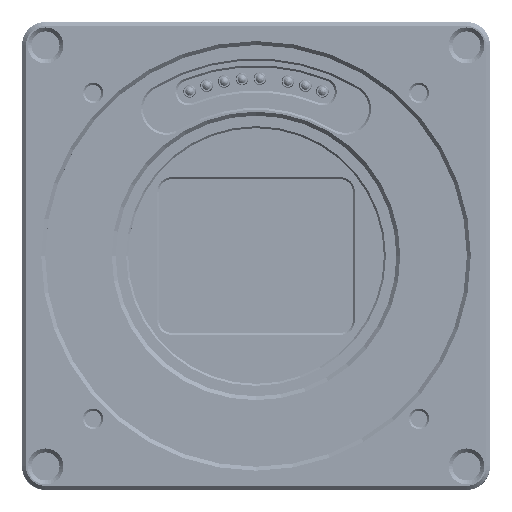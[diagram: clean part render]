
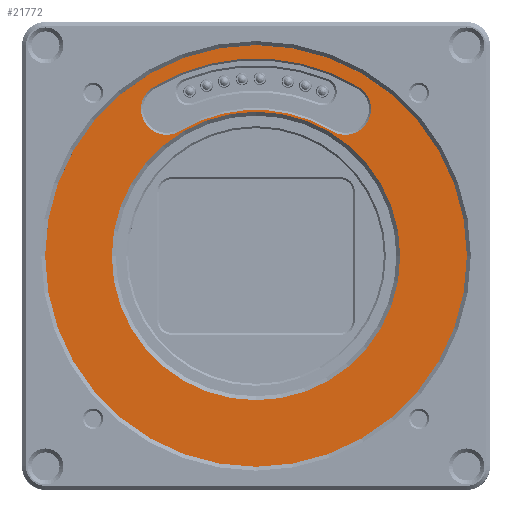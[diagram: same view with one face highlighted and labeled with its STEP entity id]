
A CAD part, top view. The second image highlights one B-rep face of the part: STEP entity #21772.
In plain terms, the highlighted planar face has unit normal (0, 0, 1).
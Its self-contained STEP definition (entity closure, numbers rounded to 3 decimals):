
#14889=PLANE('',#112078);
#18382=FACE_BOUND('',#32824,.T.);
#18383=FACE_BOUND('',#32825,.T.);
#18384=FACE_BOUND('',#32826,.T.);
#21772=ADVANCED_FACE('',(#18382,#18383,#18384),#14889,.T.);
#32824=EDGE_LOOP('',(#43993));
#32825=EDGE_LOOP('',(#43994,#43995,#43996,#43997,#43998,#43999,#44000,#44001));
#32826=EDGE_LOOP('',(#44002));
#39464=CIRCLE('',#112070,18.5);
#39465=CIRCLE('',#112071,25.35);
#39466=CIRCLE('',#112072,3.25);
#39467=CIRCLE('',#112073,3.25);
#39468=CIRCLE('',#112074,18.75);
#39469=CIRCLE('',#112075,3.25);
#39470=CIRCLE('',#112076,3.25);
#39471=CIRCLE('',#112077,27.05);
#43993=ORIENTED_EDGE('',*,*,#79264,.T.);
#43994=ORIENTED_EDGE('',*,*,#79265,.T.);
#43995=ORIENTED_EDGE('',*,*,#79266,.T.);
#43996=ORIENTED_EDGE('',*,*,#79267,.T.);
#43997=ORIENTED_EDGE('',*,*,#79268,.T.);
#43998=ORIENTED_EDGE('',*,*,#79269,.T.);
#43999=ORIENTED_EDGE('',*,*,#79270,.T.);
#44000=ORIENTED_EDGE('',*,*,#79271,.T.);
#44001=ORIENTED_EDGE('',*,*,#79272,.T.);
#44002=ORIENTED_EDGE('',*,*,#79273,.F.);
#70001=VERTEX_POINT('',#149690);
#70002=VERTEX_POINT('',#149692);
#70003=VERTEX_POINT('',#149693);
#70004=VERTEX_POINT('',#149695);
#70005=VERTEX_POINT('',#149697);
#70006=VERTEX_POINT('',#149699);
#70007=VERTEX_POINT('',#149701);
#70008=VERTEX_POINT('',#149703);
#70009=VERTEX_POINT('',#149705);
#70010=VERTEX_POINT('',#149708);
#79264=EDGE_CURVE('',#70001,#70001,#39464,.T.);
#79265=EDGE_CURVE('',#70002,#70003,#39465,.T.);
#79266=EDGE_CURVE('',#70003,#70004,#39466,.T.);
#79267=EDGE_CURVE('',#70004,#70005,#92367,.T.);
#79268=EDGE_CURVE('',#70005,#70006,#39467,.T.);
#79269=EDGE_CURVE('',#70006,#70007,#39468,.T.);
#79270=EDGE_CURVE('',#70007,#70008,#39469,.T.);
#79271=EDGE_CURVE('',#70008,#70009,#92368,.T.);
#79272=EDGE_CURVE('',#70009,#70002,#39470,.T.);
#79273=EDGE_CURVE('',#70010,#70010,#39471,.T.);
#92367=LINE('',#149696,#102044);
#92368=LINE('',#149704,#102045);
#102044=VECTOR('',#122139,1.);
#102045=VECTOR('',#122146,1.);
#112070=AXIS2_PLACEMENT_3D('',#149689,#122133,#122134);
#112071=AXIS2_PLACEMENT_3D('',#149691,#122135,#122136);
#112072=AXIS2_PLACEMENT_3D('',#149694,#122137,#122138);
#112073=AXIS2_PLACEMENT_3D('',#149698,#122140,#122141);
#112074=AXIS2_PLACEMENT_3D('',#149700,#122142,#122143);
#112075=AXIS2_PLACEMENT_3D('',#149702,#122144,#122145);
#112076=AXIS2_PLACEMENT_3D('',#149706,#122147,#122148);
#112077=AXIS2_PLACEMENT_3D('',#149707,#122149,#122150);
#112078=AXIS2_PLACEMENT_3D('',#149709,#122151,#122152);
#122133=DIRECTION('',(0.,0.,-1.));
#122134=DIRECTION('',(1.,0.,0.));
#122135=DIRECTION('',(0.,0.,-1.));
#122136=DIRECTION('',(1.,0.,0.));
#122137=DIRECTION('',(0.,0.,-1.));
#122138=DIRECTION('',(1.,0.,0.));
#122139=DIRECTION('',(-0.632,-0.775,0.));
#122140=DIRECTION('',(0.,0.,-1.));
#122141=DIRECTION('',(1.,0.,0.));
#122142=DIRECTION('',(0.,0.,1.));
#122143=DIRECTION('',(1.,0.,0.));
#122144=DIRECTION('',(0.,0.,-1.));
#122145=DIRECTION('',(1.,0.,0.));
#122146=DIRECTION('',(-0.632,0.775,0.));
#122147=DIRECTION('',(0.,0.,-1.));
#122148=DIRECTION('',(1.,0.,0.));
#122149=DIRECTION('',(0.,0.,-1.));
#122150=DIRECTION('',(1.,0.,0.));
#122151=DIRECTION('',(0.,0.,1.));
#122152=DIRECTION('',(1.,0.,0.));
#149689=CARTESIAN_POINT('',(0.,0.,10.));
#149690=CARTESIAN_POINT('',(18.5,0.,10.));
#149691=CARTESIAN_POINT('',(0.,0.,10.));
#149692=CARTESIAN_POINT('',(-13.194,21.646,10.));
#149693=CARTESIAN_POINT('',(13.194,21.646,10.));
#149694=CARTESIAN_POINT('',(11.503,18.871,10.));
#149695=CARTESIAN_POINT('',(14.023,16.818,10.));
#149696=CARTESIAN_POINT('',(0.194,-0.158,10.));
#149697=CARTESIAN_POINT('',(13.959,16.74,10.));
#149698=CARTESIAN_POINT('',(11.439,18.792,10.));
#149699=CARTESIAN_POINT('',(9.749,16.016,10.));
#149700=CARTESIAN_POINT('',(0.,0.,10.));
#149701=CARTESIAN_POINT('',(-9.749,16.016,10.));
#149702=CARTESIAN_POINT('',(-11.439,18.792,10.));
#149703=CARTESIAN_POINT('',(-13.959,16.74,10.));
#149704=CARTESIAN_POINT('',(-0.194,-0.158,10.));
#149705=CARTESIAN_POINT('',(-14.023,16.818,10.));
#149706=CARTESIAN_POINT('',(-11.503,18.871,10.));
#149707=CARTESIAN_POINT('',(0.,0.,10.));
#149708=CARTESIAN_POINT('',(27.05,0.,10.));
#149709=CARTESIAN_POINT('',(0.,0.,10.));
